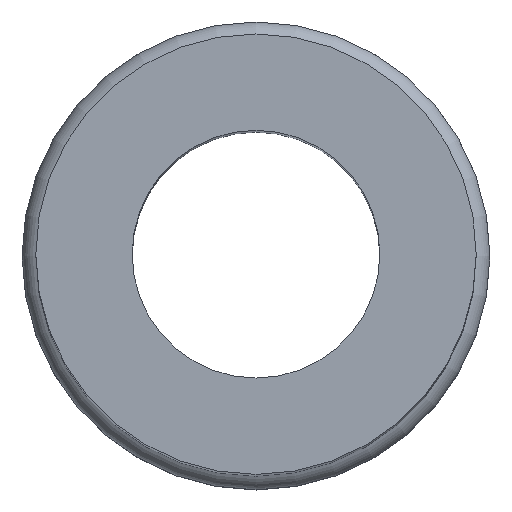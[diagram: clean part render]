
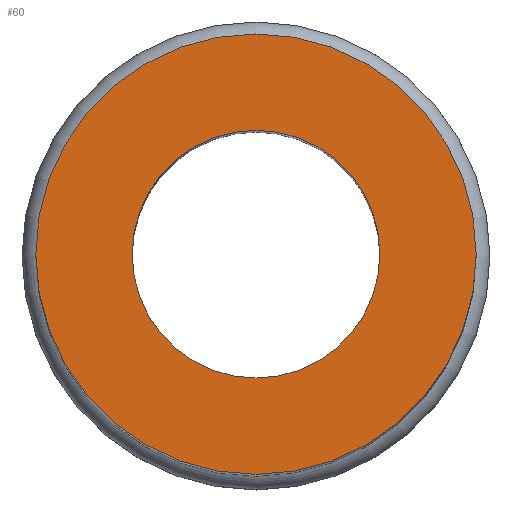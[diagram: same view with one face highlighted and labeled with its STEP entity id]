
A CAD part, top view. The second image highlights one B-rep face of the part: STEP entity #60.
In plain terms, the highlighted planar face has unit normal (0, 0, 1).
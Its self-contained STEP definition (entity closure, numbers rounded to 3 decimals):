
#39=EDGE_CURVE('240[2]',#93,#93,#94,.T.);
#57=EDGE_CURVE('240[2]',#120,#120,#121,.T.);
#60=ADVANCED_FACE('240[2]',(#124,#125),#126,.T.);
#93=VERTEX_POINT('',#159);
#94=CIRCLE('',#160,4.5);
#120=VERTEX_POINT('',#192);
#121=CIRCLE('',#193,8.0);
#124=FACE_OUTER_BOUND('',#197,.T.);
#125=FACE_BOUND('',#198,.T.);
#126=PLANE('',#199);
#159=CARTESIAN_POINT('',(0.,4.5,37.0));
#160=AXIS2_PLACEMENT_3D('',#231,#232,#233);
#192=CARTESIAN_POINT('',(0.,8.0,37.0));
#193=AXIS2_PLACEMENT_3D('',#259,#260,#261);
#197=EDGE_LOOP('',(#263));
#198=EDGE_LOOP('',(#264));
#199=AXIS2_PLACEMENT_3D('',#265,#266,#267);
#231=CARTESIAN_POINT('',(0.,0.,37.0));
#232=DIRECTION('',(0.,0.,-1.0));
#233=DIRECTION('',(0.,1.0,0.));
#259=CARTESIAN_POINT('',(0.,0.,37.0));
#260=DIRECTION('',(0.,0.,-1.0));
#261=DIRECTION('',(0.,1.0,0.));
#263=ORIENTED_EDGE('',*,*,#57,.F.);
#264=ORIENTED_EDGE('',*,*,#39,.T.);
#265=CARTESIAN_POINT('',(0.,6.25,37.0));
#266=DIRECTION('',(0.,0.,1.0));
#267=DIRECTION('',(0.,-1.0,0.));
